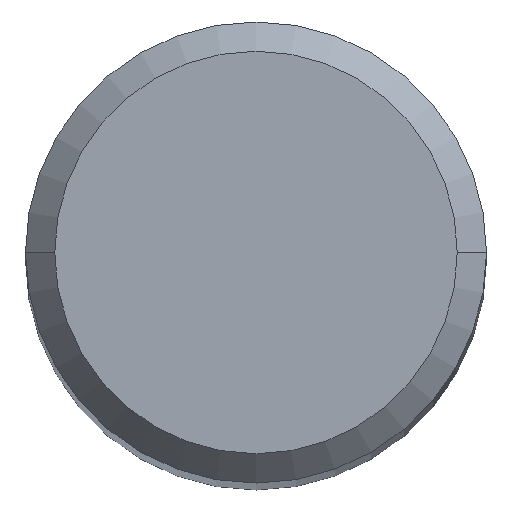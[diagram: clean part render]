
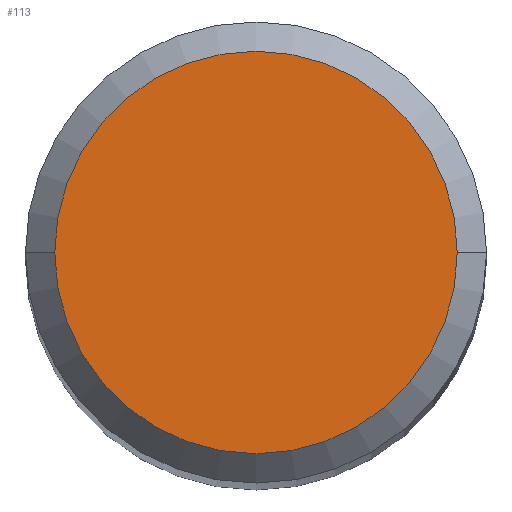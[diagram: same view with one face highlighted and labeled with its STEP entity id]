
A CAD part, top view. The second image highlights one B-rep face of the part: STEP entity #113.
In plain terms, the highlighted planar face has unit normal (0, 0, 1).
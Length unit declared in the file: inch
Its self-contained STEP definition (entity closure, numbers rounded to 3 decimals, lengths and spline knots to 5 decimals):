
#1 = AXIS2_PLACEMENT_3D ( 'NONE', #78, #56, #102 ) ;
#43 = EDGE_LOOP ( 'NONE', ( #214, #81 ) ) ;
#46 = CARTESIAN_POINT ( 'NONE',  ( 0., 0., 2.24409 ) ) ;
#56 = DIRECTION ( 'NONE',  ( 0., 0., 1. ) ) ;
#58 = CIRCLE ( 'NONE', #109, 0.10311 ) ;
#60 = VERTEX_POINT ( 'NONE', #199 ) ;
#73 = PLANE ( 'NONE',  #76 ) ;
#76 = AXIS2_PLACEMENT_3D ( 'NONE', #46, #124, #197 ) ;
#78 = CARTESIAN_POINT ( 'NONE',  ( 0., 0., 2.24409 ) ) ;
#81 = ORIENTED_EDGE ( 'NONE', *, *, #152, .T. ) ;
#102 = DIRECTION ( 'NONE',  ( 1., 0., 0. ) ) ;
#109 = AXIS2_PLACEMENT_3D ( 'NONE', #153, #183, #243 ) ;
#112 = CIRCLE ( 'NONE', #1, 0.10311 ) ;
#113 = ADVANCED_FACE ( 'NONE', ( #242 ), #73, .T. ) ;
#124 = DIRECTION ( 'NONE',  ( 0., 0., 1. ) ) ;
#149 = CARTESIAN_POINT ( 'NONE',  ( -0.10311, 0., 2.24409 ) ) ;
#152 = EDGE_CURVE ( 'NONE', #60, #165, #58, .T. ) ;
#153 = CARTESIAN_POINT ( 'NONE',  ( 0., 0., 2.24409 ) ) ;
#165 = VERTEX_POINT ( 'NONE', #149 ) ;
#183 = DIRECTION ( 'NONE',  ( 0., 0., 1. ) ) ;
#186 = EDGE_CURVE ( 'NONE', #165, #60, #112, .T. ) ;
#197 = DIRECTION ( 'NONE',  ( 1., 0., 0. ) ) ;
#199 = CARTESIAN_POINT ( 'NONE',  ( 0.10311, 0., 2.24409 ) ) ;
#214 = ORIENTED_EDGE ( 'NONE', *, *, #186, .T. ) ;
#242 = FACE_OUTER_BOUND ( 'NONE', #43, .T. ) ;
#243 = DIRECTION ( 'NONE',  ( 1., 0., 0. ) ) ;
